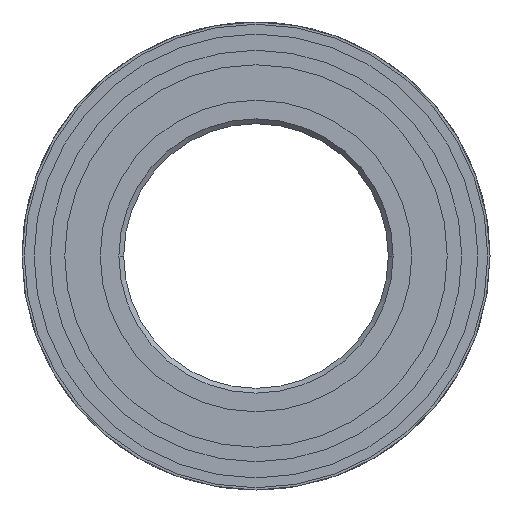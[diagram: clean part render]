
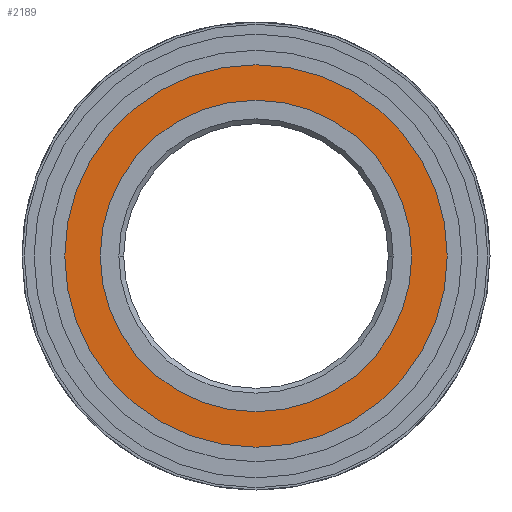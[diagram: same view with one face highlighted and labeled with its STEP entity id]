
A CAD part, front view. The second image highlights one B-rep face of the part: STEP entity #2189.
In plain terms, the highlighted planar face has unit normal (0, -1, 0).
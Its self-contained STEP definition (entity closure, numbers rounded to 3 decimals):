
#808=CARTESIAN_POINT('',(0.,6.23,0.));
#809=DIRECTION('',(0.,1.,0.));
#810=DIRECTION('',(1.,0.,0.));
#811=AXIS2_PLACEMENT_3D('',#808,#809,#810);
#813=CARTESIAN_POINT('',(0.,6.23,0.));
#814=DIRECTION('',(0.,1.,0.));
#815=DIRECTION('',(-1.,0.,0.));
#816=AXIS2_PLACEMENT_3D('',#813,#814,#815);
#818=CARTESIAN_POINT('',(0.,6.23,0.));
#819=DIRECTION('',(0.,-1.,0.));
#820=DIRECTION('',(1.,0.,0.));
#821=AXIS2_PLACEMENT_3D('',#818,#819,#820);
#823=CARTESIAN_POINT('',(0.,6.23,0.));
#824=DIRECTION('',(0.,-1.,0.));
#825=DIRECTION('',(-1.,0.,0.));
#826=AXIS2_PLACEMENT_3D('',#823,#824,#825);
#1023=CARTESIAN_POINT('',(9.65,6.23,0.));
#1024=CARTESIAN_POINT('',(-9.65,6.23,0.));
#1025=VERTEX_POINT('',#1023);
#1026=VERTEX_POINT('',#1024);
#1027=CARTESIAN_POINT('',(11.85,6.23,0.));
#1028=CARTESIAN_POINT('',(-11.85,6.23,0.));
#1029=VERTEX_POINT('',#1027);
#1030=VERTEX_POINT('',#1028);
#2174=CARTESIAN_POINT('',(0.,6.23,0.));
#2175=DIRECTION('',(0.,-1.,0.));
#2176=DIRECTION('',(1.,0.,0.));
#2177=AXIS2_PLACEMENT_3D('',#2174,#2175,#2176);
#2178=PLANE('',#2177);
#2180=ORIENTED_EDGE('',*,*,#2179,.F.);
#2182=ORIENTED_EDGE('',*,*,#2181,.F.);
#2183=EDGE_LOOP('',(#2180,#2182));
#2184=FACE_OUTER_BOUND('',#2183,.F.);
#2185=ORIENTED_EDGE('',*,*,#2141,.F.);
#2186=ORIENTED_EDGE('',*,*,#2163,.F.);
#2187=EDGE_LOOP('',(#2185,#2186));
#2188=FACE_BOUND('',#2187,.F.);
#812=CIRCLE('',#811,9.65);
#817=CIRCLE('',#816,9.65);
#822=CIRCLE('',#821,11.85);
#827=CIRCLE('',#826,11.85);
#2141=EDGE_CURVE('',#1025,#1026,#812,.T.);
#2163=EDGE_CURVE('',#1026,#1025,#817,.T.);
#2179=EDGE_CURVE('',#1029,#1030,#822,.T.);
#2181=EDGE_CURVE('',#1030,#1029,#827,.T.);
#2189=ADVANCED_FACE('',(#2184,#2188),#2178,.T.);
